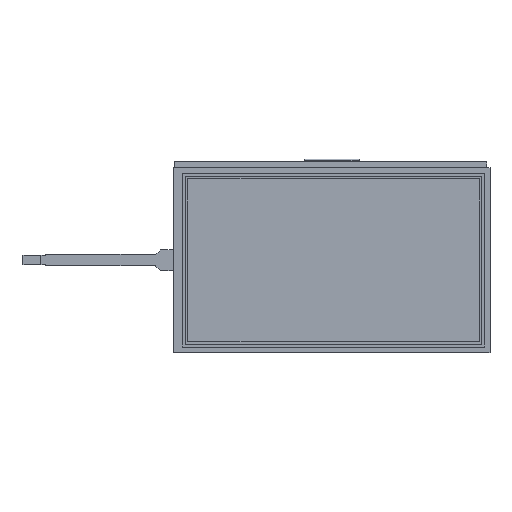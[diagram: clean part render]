
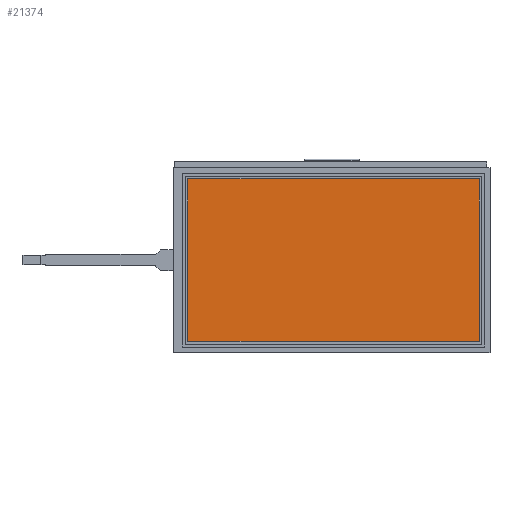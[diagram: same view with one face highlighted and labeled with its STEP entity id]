
A CAD part, top view. The second image highlights one B-rep face of the part: STEP entity #21374.
In plain terms, the highlighted planar face has unit normal (0, 0, 1).
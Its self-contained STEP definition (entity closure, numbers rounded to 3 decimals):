
#894=FACE_OUTER_BOUND('',#2040,.T.);
#2040=EDGE_LOOP('',(#14514,#14515,#14516,#14517));
#3393=LINE('',#30537,#6137);
#3397=LINE('',#30545,#6141);
#3400=LINE('',#30551,#6144);
#3403=LINE('',#30556,#6147);
#6137=VECTOR('',#24530,10.);
#6141=VECTOR('',#24536,10.);
#6144=VECTOR('',#24541,10.);
#6147=VECTOR('',#24546,10.);
#8823=VERTEX_POINT('',#30535);
#8824=VERTEX_POINT('',#30536);
#8827=VERTEX_POINT('',#30544);
#8829=VERTEX_POINT('',#30550);
#11006=EDGE_CURVE('',#8823,#8824,#3393,.T.);
#11010=EDGE_CURVE('',#8827,#8823,#3397,.T.);
#11013=EDGE_CURVE('',#8829,#8827,#3400,.T.);
#11016=EDGE_CURVE('',#8824,#8829,#3403,.T.);
#14514=ORIENTED_EDGE('',*,*,#11006,.T.);
#14515=ORIENTED_EDGE('',*,*,#11016,.T.);
#14516=ORIENTED_EDGE('',*,*,#11013,.T.);
#14517=ORIENTED_EDGE('',*,*,#11010,.T.);
#20442=PLANE('',#22564);
#21374=ADVANCED_FACE('',(#894),#20442,.T.);
#22564=AXIS2_PLACEMENT_3D('',#30584,#24578,#24579);
#24530=DIRECTION('',(1.,0.,0.));
#24536=DIRECTION('',(0.,-1.,0.));
#24541=DIRECTION('',(-1.,0.,0.));
#24546=DIRECTION('',(0.,1.,0.));
#24578=DIRECTION('center_axis',(0.,0.,1.));
#24579=DIRECTION('ref_axis',(1.,0.,0.));
#30535=CARTESIAN_POINT('',(-77.1,-42.96,0.));
#30536=CARTESIAN_POINT('',(77.1,-42.96,0.));
#30537=CARTESIAN_POINT('',(-39.088,-42.96,0.));
#30544=CARTESIAN_POINT('',(-77.1,42.96,0.));
#30545=CARTESIAN_POINT('',(-77.1,21.48,0.));
#30550=CARTESIAN_POINT('',(77.1,42.96,0.));
#30551=CARTESIAN_POINT('',(38.013,42.96,0.));
#30556=CARTESIAN_POINT('',(77.1,-21.48,0.));
#30584=CARTESIAN_POINT('Origin',(-1.075,0.,
0.));
